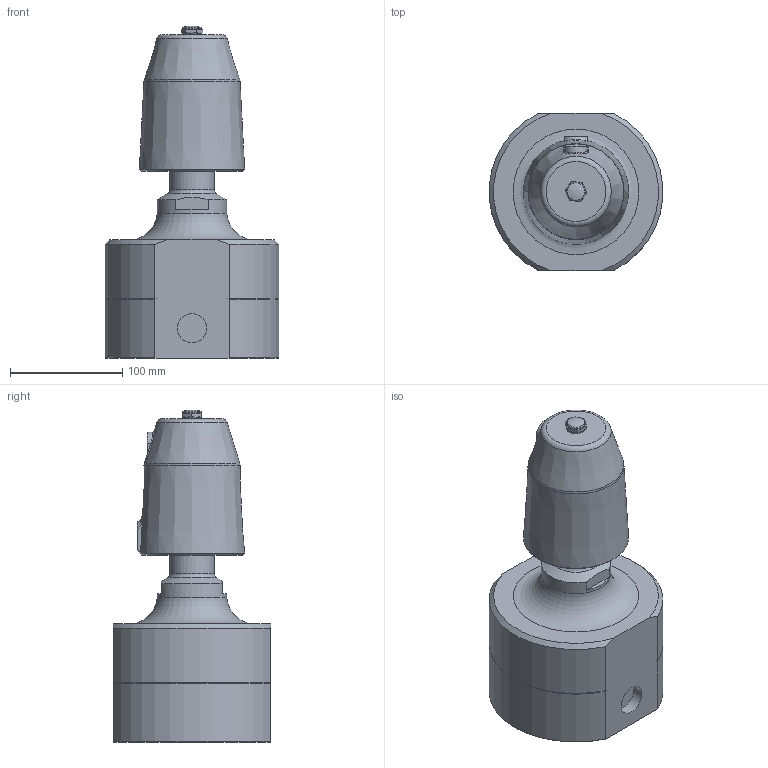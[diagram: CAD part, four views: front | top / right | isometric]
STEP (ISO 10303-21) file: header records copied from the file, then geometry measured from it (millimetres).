
FILE_DESCRIPTION(/* description */ ('3D-Modell'),/* implementation_level */ '2;1');
FILE_NAME(/* name */ '026.001286 2975-24-1315-7008-NG.stp',/* time_stamp */ '2023-03-07T15:34:42+01:00',/* author */ ('EToews'),/* organization */ (''),/* preprocessor_version */ 'ST-DEVELOPER v16.1',/* originating_system */ 'Autodesk Inventor 2016',/* authorisation */ '');
FILE_SCHEMA (('AUTOMOTIVE_DESIGN { 1 0 10303 214 3 1 1 }'));
Length unit declared in the file: millimetre
Products named in the file (1): 88-005868
Bounding box: 154.42 x 140 x 295.86 mm (x, y, z)
Volume: 2763742.9 mm3; surface area: 136059.4 mm2
Topology: 1 solids, 1 shells, 72 faces, 179 edges, 114 vertices
Faces by surface type: plane 27, cone 23, cylinder 12, torus 5, bspline 4, sphere 1
Full cylindrical faces by diameter (mm): 17 x2, 26 x2, 40 x1, 62 x1
Entity records: 2193 total; most frequent: CARTESIAN_POINT 616, ORIENTED_EDGE 308, DIRECTION 284, EDGE_CURVE 154, AXIS2_PLACEMENT_3D 123, VERTEX_POINT 105, EDGE_LOOP 93, FACE_OUTER_BOUND 72
